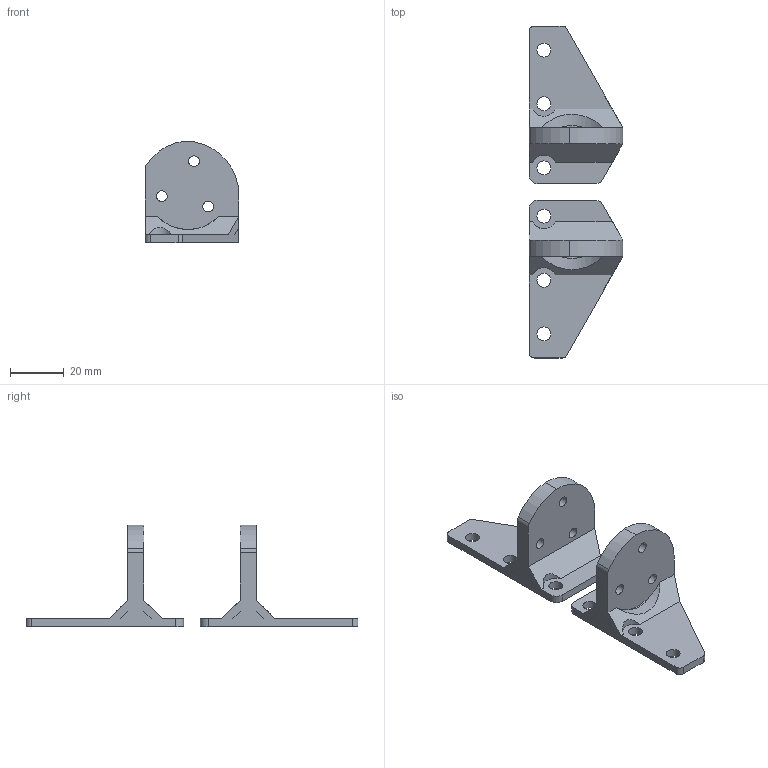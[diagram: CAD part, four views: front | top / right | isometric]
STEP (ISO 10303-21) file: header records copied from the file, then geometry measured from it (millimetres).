
FILE_DESCRIPTION(/* description */ (''),/* implementation_level */ '2;1');
FILE_NAME(/* name */ 'gasspring holder.step',/* time_stamp */ '2023-04-12T22:05:08+02:00',/* author */ (''),/* organization */ (''),/* preprocessor_version */ 'ST-DEVELOPER v19.2',/* originating_system */ 'Autodesk Translation Framework v12.4.0.73',/* authorisation */ '');
FILE_SCHEMA (('AUTOMOTIVE_DESIGN { 1 0 10303 214 3 1 1 }'));
Length unit declared in the file: millimetre
Products named in the file (1): gasspring holder
Bounding box: 35 x 124 x 38 mm (x, y, z)
Volume: 24659.8 mm3; surface area: 13288.5 mm2
Topology: 2 solids, 2 shells, 86 faces, 246 edges, 160 vertices
Faces by surface type: plane 48, cylinder 34, bspline 4
Full cylindrical faces by diameter (mm): 4 x6, 5.2 x6
Entity records: 2922 total; most frequent: CARTESIAN_POINT 513, DIRECTION 500, ORIENTED_EDGE 492, EDGE_CURVE 246, AXIS2_PLACEMENT_3D 171, VERTEX_POINT 160, LINE 158, VECTOR 158
